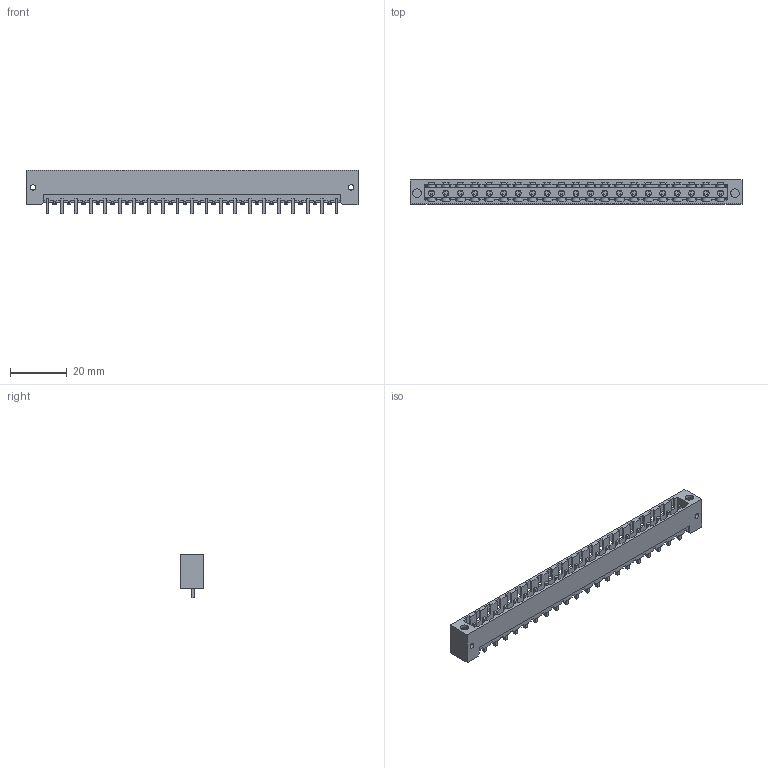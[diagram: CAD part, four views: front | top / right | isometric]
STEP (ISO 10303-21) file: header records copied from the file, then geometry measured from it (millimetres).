
FILE_DESCRIPTION(('CATIA V5 STEP Exchange','CAx-IF Rec.Pracs.--- Model Styling and Organization---1.2---2011-12-15'),'2;1');
FILE_NAME ('D1456990_0_1837940000_1837940000.stp','2018-03-31T12:20:17+00:00',('none'),('Weidmueller'),'CATIA Version 5-6 Release 2014','CATIA V5 STEP AP214','none');
FILE_SCHEMA(('AUTOMOTIVE_DESIGN { 1 0 10303 214 1 1 1 1 }'));
Length unit declared in the file: millimetre
Products named in the file (1): 1837940000
Bounding box: 116.68 x 8.43 x 15.2 mm (x, y, z)
Volume: 4209.5 mm3; surface area: 10129.1 mm2
Topology: 22 solids, 22 shells, 1278 faces, 4052 edges, 2783 vertices
Faces by surface type: plane 1042, cylinder 215, extrusion 21
Entity records: 46915 total; most frequent: CARTESIAN_POINT 10256, ORIENTED_EDGE 8104, DIRECTION 6209, EDGE_CURVE 4052, VECTOR 3274, LINE 3253, VERTEX_POINT 2783, AXIS2_PLACEMENT_3D 1678
